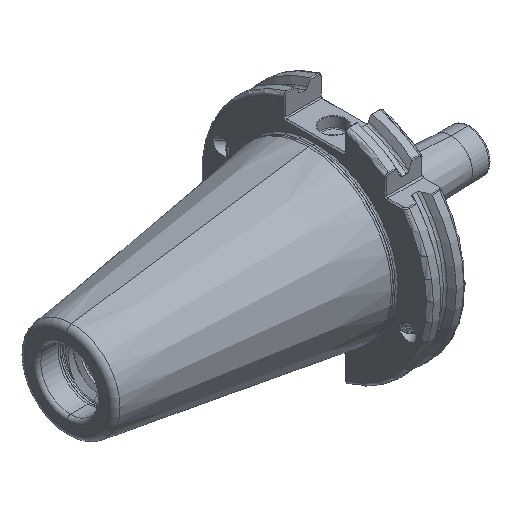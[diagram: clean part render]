
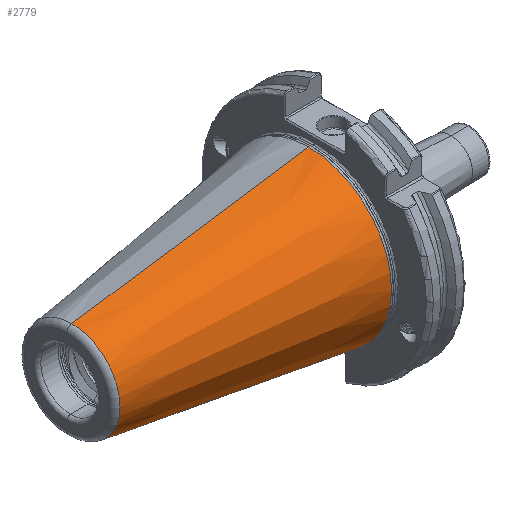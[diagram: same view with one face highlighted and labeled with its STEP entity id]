
A CAD part, isometric view. The second image highlights one B-rep face of the part: STEP entity #2779.
In plain terms, the highlighted conical face has half-angle 8.297 degrees and reference radius 35.392 mm.
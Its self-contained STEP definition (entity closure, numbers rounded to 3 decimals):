
#643 = CONICAL_SURFACE ( 'NONE', #13980, 35.392, 0.145 ) ;
#2311 = ORIENTED_EDGE ( 'NONE', *, *, #18941, .F. ) ;
#2316 = ORIENTED_EDGE ( 'NONE', *, *, #18944, .T. ) ;
#2318 = ORIENTED_EDGE ( 'NONE', *, *, #12705, .T. ) ;
#2319 = ORIENTED_EDGE ( 'NONE', *, *, #18951, .F. ) ;
#2320 = ORIENTED_EDGE ( 'NONE', *, *, #12770, .F. ) ;
#2387 = CARTESIAN_POINT ( 'NONE',  ( -102.811, 0., 0. ) ) ;
#2388 = DIRECTION ( 'NONE',  ( 1., 0., 0. ) ) ;
#2389 = DIRECTION ( 'NONE',  ( 0., 0., 1. ) ) ;
#2779 = ADVANCED_FACE ( 'NONE', ( #13986 ), #643, .T. ) ;
#5993 = CARTESIAN_POINT ( 'NONE',  ( -102.811, 0., 20.399 ) ) ;
#5994 = CARTESIAN_POINT ( 'NONE',  ( -102.811, 0., -20.399 ) ) ;
#6013 = CARTESIAN_POINT ( 'NONE',  ( -2.5, 0., 35.027 ) ) ;
#6015 = CARTESIAN_POINT ( 'NONE',  ( -2.5, 0., -35.027 ) ) ;
#6017 = CARTESIAN_POINT ( 'NONE',  ( -2.5, -35.027, 0. ) ) ;
#8024 = AXIS2_PLACEMENT_3D ( 'NONE', #17966, #17967, #17968 ) ;
#8108 = CIRCLE ( 'NONE', #14834, 20.399 ) ;
#8127 = CIRCLE ( 'NONE', #8024, 35.027 ) ;
#8203 = CIRCLE ( 'NONE', #13482, 35.027 ) ;
#9622 = LINE ( 'NONE', #9623, #13479 ) ;
#9623 = CARTESIAN_POINT ( 'NONE',  ( 0., 0., 35.392 ) ) ;
#9624 = DIRECTION ( 'NONE',  ( 0.99, 0., 0.144 ) ) ;
#9631 = LINE ( 'NONE', #9632, #13481 ) ;
#9632 = CARTESIAN_POINT ( 'NONE',  ( 0., 0., -35.392 ) ) ;
#9633 = DIRECTION ( 'NONE',  ( 0.99, 0., -0.144 ) ) ;
#9651 = CARTESIAN_POINT ( 'NONE',  ( -2.5, 0., 0. ) ) ;
#9652 = DIRECTION ( 'NONE',  ( 1., 0., 0. ) ) ;
#9653 = DIRECTION ( 'NONE',  ( 0., 1., 0. ) ) ;
#9992 = VERTEX_POINT ( 'NONE', #5993 ) ;
#9993 = VERTEX_POINT ( 'NONE', #5994 ) ;
#10012 = VERTEX_POINT ( 'NONE', #6013 ) ;
#10014 = VERTEX_POINT ( 'NONE', #6015 ) ;
#10016 = VERTEX_POINT ( 'NONE', #6017 ) ;
#12705 = EDGE_CURVE ( 'NONE', #9992, #9993, #8108, .T. ) ;
#12770 = EDGE_CURVE ( 'NONE', #10016, #10014, #8127, .T. ) ;
#13479 = VECTOR ( 'NONE', #9624, 1000. ) ;
#13481 = VECTOR ( 'NONE', #9633, 1000. ) ;
#13482 = AXIS2_PLACEMENT_3D ( 'NONE', #9651, #9652, #9653 ) ;
#13980 = AXIS2_PLACEMENT_3D ( 'NONE', #14631, #14632, #14633 ) ;
#13986 = FACE_OUTER_BOUND ( 'NONE', #19463, .T. ) ;
#14631 = CARTESIAN_POINT ( 'NONE',  ( 0., 0., 0. ) ) ;
#14632 = DIRECTION ( 'NONE',  ( 1., 0., 0. ) ) ;
#14633 = DIRECTION ( 'NONE',  ( 0., 0., -1. ) ) ;
#14834 = AXIS2_PLACEMENT_3D ( 'NONE', #2387, #2388, #2389 ) ;
#17966 = CARTESIAN_POINT ( 'NONE',  ( -2.5, 0., 0. ) ) ;
#17967 = DIRECTION ( 'NONE',  ( 1., 0., 0. ) ) ;
#17968 = DIRECTION ( 'NONE',  ( 0., 1., 0. ) ) ;
#18941 = EDGE_CURVE ( 'NONE', #9992, #10012, #9622, .T. ) ;
#18944 = EDGE_CURVE ( 'NONE', #9993, #10014, #9631, .T. ) ;
#18951 = EDGE_CURVE ( 'NONE', #10012, #10016, #8203, .T. ) ;
#19463 = EDGE_LOOP ( 'NONE', ( #2311, #2318, #2316, #2320, #2319 ) ) ;
